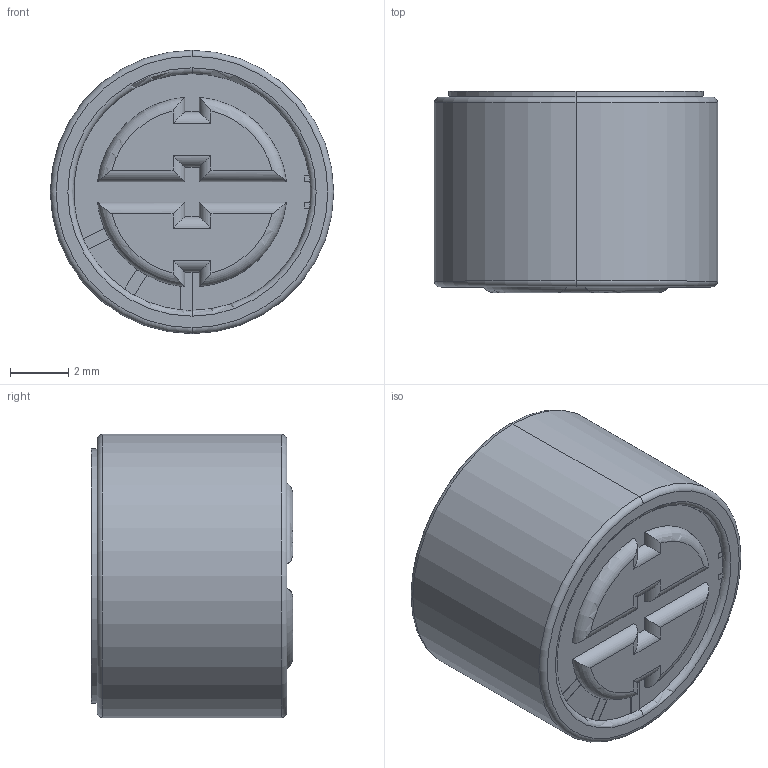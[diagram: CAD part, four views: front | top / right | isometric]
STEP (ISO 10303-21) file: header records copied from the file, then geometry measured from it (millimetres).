
FILE_DESCRIPTION (( 'STEP AP214' ), '1' );
FILE_NAME ('CUI_DEVICES_CMA-6542TF-K.step', '2019-10-20T21:44:53', ( '' ), ( '' ), 'SwSTEP 2.0', 'SolidWorks 2019', '' );
FILE_SCHEMA (( 'AUTOMOTIVE_DESIGN' ));
Length unit declared in the file: inch
Products named in the file (1): CUI_DEVICES_CMA-6542TF-K
Bounding box: 9.7 x 6.9 x 9.7 mm (x, y, z)
Volume: 491.1 mm3; surface area: 357.2 mm2
Topology: 1 solids, 1 shells, 63 faces, 155 edges, 97 vertices
Faces by surface type: plane 27, cylinder 26, torus 10
Entity records: 2511 total; most frequent: CARTESIAN_POINT 428, ORIENTED_EDGE 310, DIRECTION 309, EDGE_CURVE 155, AXIS2_PLACEMENT_3D 114, VERTEX_POINT 97, VECTOR 81, LINE 81
